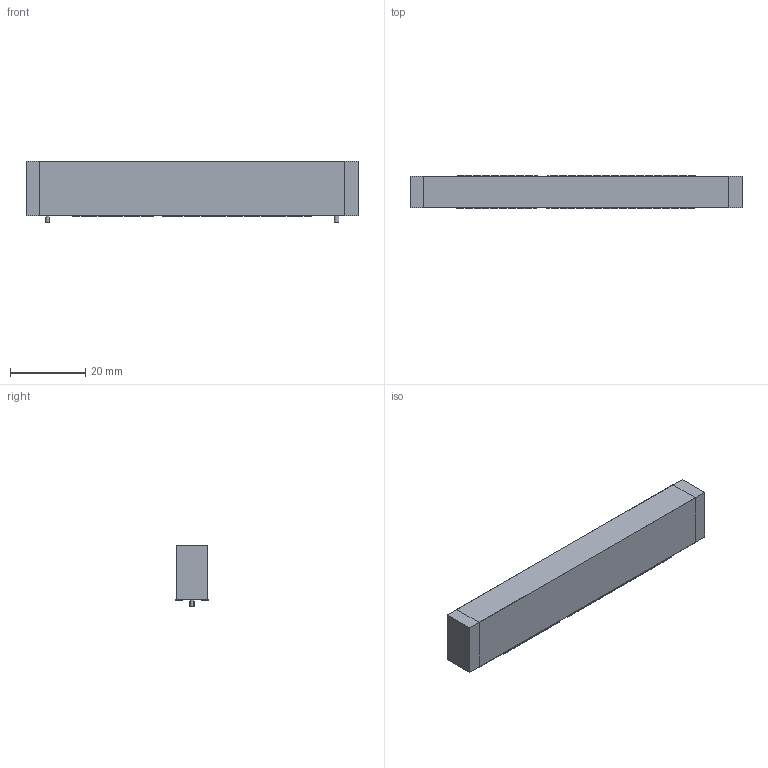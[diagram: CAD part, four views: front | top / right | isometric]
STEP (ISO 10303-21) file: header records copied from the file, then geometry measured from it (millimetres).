
FILE_DESCRIPTION(('FreeCAD Model'),'2;1');
FILE_NAME('2321207.1.3.stp','2020-04-11T00:34:29',( 'Author'),(''),'Open CASCADE STEP processor 6.9','FreeCAD','Unknown' );
FILE_SCHEMA(('AUTOMOTIVE_DESIGN { 1 0 10303 214 1 1 1 1 }'));
Length unit declared in the file: millimetre
Products named in the file (4): ASSEMBLY; Body; Pins; Lugs
Assembly tree (4 placements, depth 2):
  ASSEMBLY
    Body
    Pins
    Lugs  x2
Bounding box: 88 x 8.93 x 16.3 mm (x, y, z)
Surface area: 8570.8 mm2
Topology: 210 solids, 210 shells, 1248 faces, 2484 edges, 1656 vertices
Faces by surface type: plane 1244, cylinder 4
Full cylindrical faces by diameter (mm): 0.9 x2, 1.3 x2
Entity records: 65175 total; most frequent: CARTESIAN_POINT 10333, DIRECTION 9932, LINE 7426, VECTOR 7426, ORIENTED_EDGE 4956, PCURVE 4956, DEFINITIONAL_REPRESENTATION 4956, EDGE_CURVE 2478
